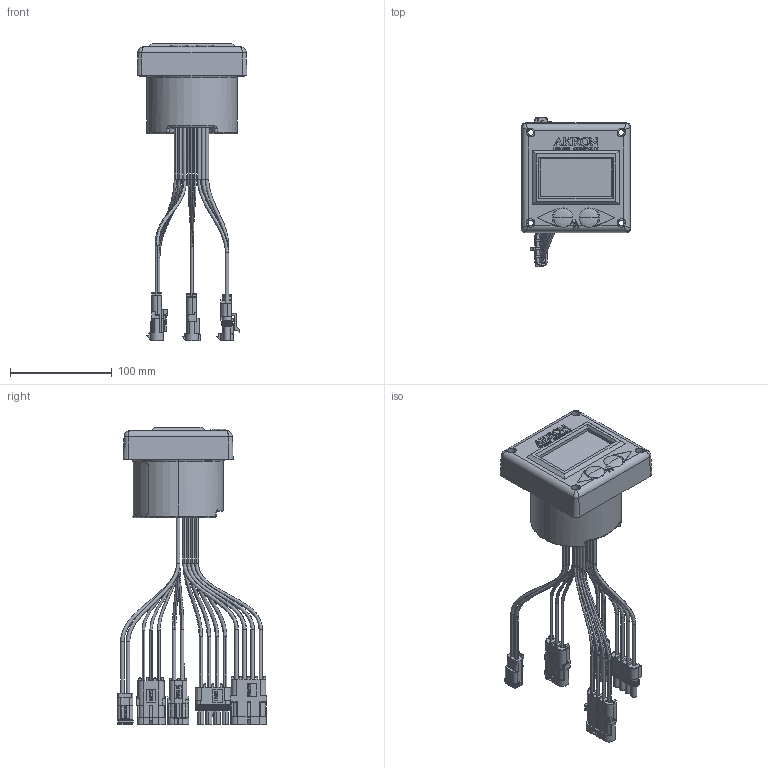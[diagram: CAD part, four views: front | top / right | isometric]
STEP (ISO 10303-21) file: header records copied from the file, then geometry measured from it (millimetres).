
FILE_DESCRIPTION((''),'2;1');
FILE_NAME('9315_CONTROLLER','2011-02-09T',('sobri'),(''),'PRO/ENGINEER BY PARAMETRIC TECHNOLOGY CORPORATION, 2008010','PRO/ENGINEER BY PARAMETRIC TECHNOLOGY CORPORATION, 2008010','');
FILE_SCHEMA(('CONFIG_CONTROL_DESIGN'));
Products named in the file (1): 9315_CONTROLLER
Bounding box: 107.95 x 146.95 x 292.12 mm (x, y, z)
Volume: 714665.4 mm3; surface area: 114802.7 mm2
Topology: 5 solids, 5 shells, 2569 faces, 7185 edges, 4739 vertices
Faces by surface type: plane 2023, cylinder 415, bspline 56, torus 34, extrusion 23, cone 10, revolution 6, sphere 2
Entity records: 89946 total; most frequent: CARTESIAN_POINT 23388, ORIENTED_EDGE 14362, DIRECTION 12945, EDGE_CURVE 7181, VECTOR 5895, LINE 5872, VERTEX_POINT 4739, AXIS2_PLACEMENT_3D 3522
